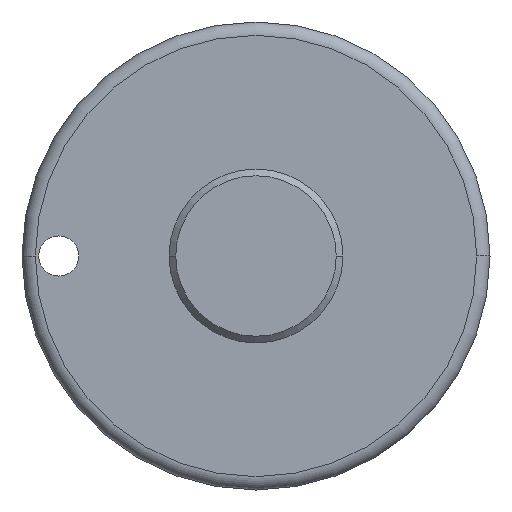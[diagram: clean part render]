
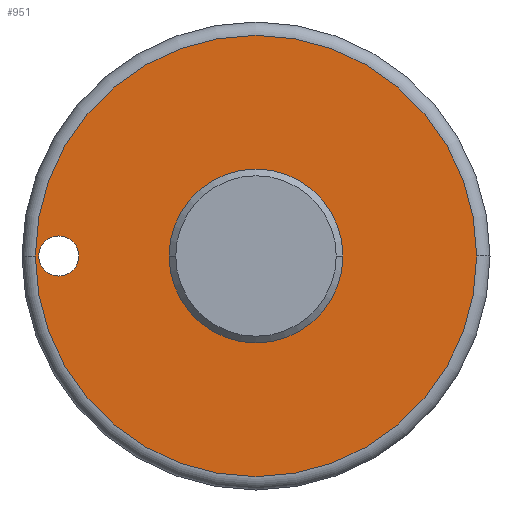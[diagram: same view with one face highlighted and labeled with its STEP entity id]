
A CAD part, left-side view. The second image highlights one B-rep face of the part: STEP entity #951.
In plain terms, the highlighted planar face has unit normal (-1, 0, 0).
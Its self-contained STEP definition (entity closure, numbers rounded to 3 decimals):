
#4 = DIRECTION ( 'NONE',  ( -1., 0., 0. ) ) ;
#6 = DIRECTION ( 'NONE',  ( 0., -1., 0. ) ) ;
#11 = FACE_BOUND ( 'NONE', #201, .T. ) ;
#27 = CIRCLE ( 'NONE', #141, 6.5 ) ;
#30 = AXIS2_PLACEMENT_3D ( 'NONE', #740, #808, #52 ) ;
#52 = DIRECTION ( 'NONE',  ( 0., 1., 0. ) ) ;
#101 = VERTEX_POINT ( 'NONE', #658 ) ;
#121 = ORIENTED_EDGE ( 'NONE', *, *, #1011, .T. ) ;
#141 = AXIS2_PLACEMENT_3D ( 'NONE', #932, #603, #924 ) ;
#184 = VERTEX_POINT ( 'NONE', #711 ) ;
#201 = EDGE_LOOP ( 'NONE', ( #531, #438 ) ) ;
#260 = CARTESIAN_POINT ( 'NONE',  ( -66.681, -15.779, 0. ) ) ;
#264 = CARTESIAN_POINT ( 'NONE',  ( -66.681, 0.721, 0. ) ) ;
#286 = CIRCLE ( 'NONE', #1083, 16.5 ) ;
#346 = CIRCLE ( 'NONE', #501, 1.5 ) ;
#347 = DIRECTION ( 'NONE',  ( 0., 1., 0. ) ) ;
#370 = CARTESIAN_POINT ( 'NONE',  ( -66.681, 0.721, 0. ) ) ;
#374 = CIRCLE ( 'NONE', #916, 16.5 ) ;
#383 = FACE_OUTER_BOUND ( 'NONE', #879, .T. ) ;
#387 = EDGE_CURVE ( 'NONE', #101, #584, #286, .T. ) ;
#395 = PLANE ( 'NONE',  #30 ) ;
#397 = CIRCLE ( 'NONE', #439, 1.5 ) ;
#408 = DIRECTION ( 'NONE',  ( 0., 1., 0. ) ) ;
#438 = ORIENTED_EDGE ( 'NONE', *, *, #1080, .F. ) ;
#439 = AXIS2_PLACEMENT_3D ( 'NONE', #825, #506, #818 ) ;
#445 = DIRECTION ( 'NONE',  ( 0., 1., 0. ) ) ;
#452 = ORIENTED_EDGE ( 'NONE', *, *, #754, .T. ) ;
#470 = CARTESIAN_POINT ( 'NONE',  ( -66.681, 7.221, 0. ) ) ;
#501 = AXIS2_PLACEMENT_3D ( 'NONE', #896, #1002, #445 ) ;
#506 = DIRECTION ( 'NONE',  ( 1., 0., 0. ) ) ;
#510 = AXIS2_PLACEMENT_3D ( 'NONE', #946, #1030, #6 ) ;
#531 = ORIENTED_EDGE ( 'NONE', *, *, #570, .F. ) ;
#532 = VERTEX_POINT ( 'NONE', #651 ) ;
#558 = VERTEX_POINT ( 'NONE', #839 ) ;
#559 = ORIENTED_EDGE ( 'NONE', *, *, #387, .T. ) ;
#570 = EDGE_CURVE ( 'NONE', #558, #945, #670, .T. ) ;
#584 = VERTEX_POINT ( 'NONE', #260 ) ;
#603 = DIRECTION ( 'NONE',  ( -1., 0., 0. ) ) ;
#651 = CARTESIAN_POINT ( 'NONE',  ( -66.681, 13.971, 0. ) ) ;
#658 = CARTESIAN_POINT ( 'NONE',  ( -66.681, 17.221, 0. ) ) ;
#670 = CIRCLE ( 'NONE', #510, 6.5 ) ;
#711 = CARTESIAN_POINT ( 'NONE',  ( -66.681, 16.971, 0. ) ) ;
#740 = CARTESIAN_POINT ( 'NONE',  ( -66.681, 18.221, 0. ) ) ;
#750 = FACE_BOUND ( 'NONE', #869, .T. ) ;
#754 = EDGE_CURVE ( 'NONE', #184, #532, #346, .T. ) ;
#808 = DIRECTION ( 'NONE',  ( 1., 0., 0. ) ) ;
#818 = DIRECTION ( 'NONE',  ( 0., 1., 0. ) ) ;
#821 = ORIENTED_EDGE ( 'NONE', *, *, #1069, .T. ) ;
#825 = CARTESIAN_POINT ( 'NONE',  ( -66.681, 15.471, 0. ) ) ;
#839 = CARTESIAN_POINT ( 'NONE',  ( -66.681, -5.779, 0. ) ) ;
#869 = EDGE_LOOP ( 'NONE', ( #452, #821 ) ) ;
#879 = EDGE_LOOP ( 'NONE', ( #559, #121 ) ) ;
#896 = CARTESIAN_POINT ( 'NONE',  ( -66.681, 15.471, 0. ) ) ;
#916 = AXIS2_PLACEMENT_3D ( 'NONE', #370, #938, #408 ) ;
#924 = DIRECTION ( 'NONE',  ( 0., -1., 0. ) ) ;
#932 = CARTESIAN_POINT ( 'NONE',  ( -66.681, 0.721, 0. ) ) ;
#938 = DIRECTION ( 'NONE',  ( -1., 0., 0. ) ) ;
#945 = VERTEX_POINT ( 'NONE', #470 ) ;
#946 = CARTESIAN_POINT ( 'NONE',  ( -66.681, 0.721, 0. ) ) ;
#951 = ADVANCED_FACE ( 'NONE', ( #750, #383, #11 ), #395, .F. ) ;
#1002 = DIRECTION ( 'NONE',  ( 1., 0., 0. ) ) ;
#1011 = EDGE_CURVE ( 'NONE', #584, #101, #374, .T. ) ;
#1030 = DIRECTION ( 'NONE',  ( -1., 0., 0. ) ) ;
#1069 = EDGE_CURVE ( 'NONE', #532, #184, #397, .T. ) ;
#1080 = EDGE_CURVE ( 'NONE', #945, #558, #27, .T. ) ;
#1083 = AXIS2_PLACEMENT_3D ( 'NONE', #264, #4, #347 ) ;
